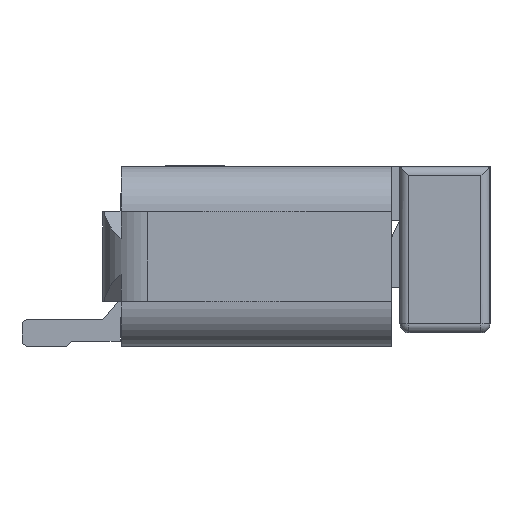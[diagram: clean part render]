
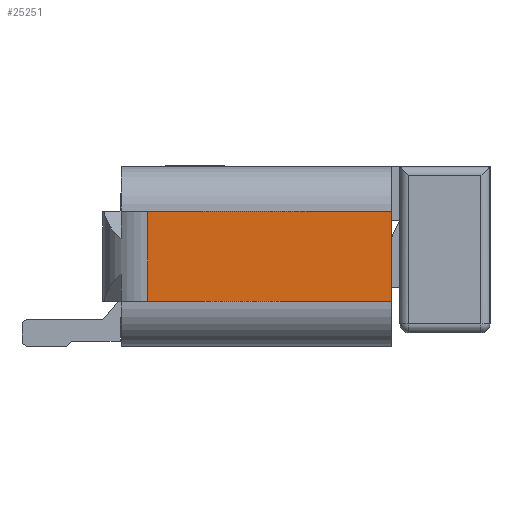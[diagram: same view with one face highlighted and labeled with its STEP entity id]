
A CAD part, left-side view. The second image highlights one B-rep face of the part: STEP entity #25251.
In plain terms, the highlighted planar face has unit normal (-1, 0, 0).
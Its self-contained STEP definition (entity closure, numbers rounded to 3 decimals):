
#2058 = ORIENTED_EDGE ( 'NONE', *, *, #17020, .T. ) ;
#2140 = CARTESIAN_POINT ( 'NONE',  ( -5.25, -1.5, 0. ) ) ;
#2568 = EDGE_LOOP ( 'NONE', ( #38504, #2058, #10824, #19510 ) ) ;
#2773 = LINE ( 'NONE', #2140, #7029 ) ;
#3757 = LINE ( 'NONE', #32884, #9649 ) ;
#4762 = EDGE_CURVE ( 'NONE', #6696, #8131, #3757, .T. ) ;
#5320 = VECTOR ( 'NONE', #42723, 1000. ) ;
#5903 = CARTESIAN_POINT ( 'NONE',  ( -5.25, 4.191, -1.5 ) ) ;
#5936 = DIRECTION ( 'NONE',  ( 0., -1., 0. ) ) ;
#6324 = VECTOR ( 'NONE', #5936, 1000. ) ;
#6626 = DIRECTION ( 'NONE',  ( 0., 0., 1. ) ) ;
#6696 = VERTEX_POINT ( 'NONE', #6756 ) ;
#6756 = CARTESIAN_POINT ( 'NONE',  ( -5.25, 1.2, -1.5 ) ) ;
#7029 = VECTOR ( 'NONE', #29104, 1000. ) ;
#7602 = CARTESIAN_POINT ( 'NONE',  ( -5.25, -1.5, -1.5 ) ) ;
#8131 = VERTEX_POINT ( 'NONE', #16520 ) ;
#9612 = EDGE_CURVE ( 'NONE', #34330, #16298, #2773, .T. ) ;
#9649 = VECTOR ( 'NONE', #6626, 1000. ) ;
#10555 = FACE_OUTER_BOUND ( 'NONE', #2568, .T. ) ;
#10824 = ORIENTED_EDGE ( 'NONE', *, *, #9612, .F. ) ;
#14021 = PLANE ( 'NONE',  #41579 ) ;
#16298 = VERTEX_POINT ( 'NONE', #7602 ) ;
#16520 = CARTESIAN_POINT ( 'NONE',  ( -5.25, 1.2, -0.5 ) ) ;
#17020 = EDGE_CURVE ( 'NONE', #6696, #16298, #43157, .T. ) ;
#17366 = CARTESIAN_POINT ( 'NONE',  ( -5.25, -1.5, -0.5 ) ) ;
#19510 = ORIENTED_EDGE ( 'NONE', *, *, #31022, .F. ) ;
#24353 = CARTESIAN_POINT ( 'NONE',  ( -5.25, 4.191, 0. ) ) ;
#25251 = ADVANCED_FACE ( 'NONE', ( #10555 ), #14021, .F. ) ;
#27405 = DIRECTION ( 'NONE',  ( 1., 0., 0. ) ) ;
#29104 = DIRECTION ( 'NONE',  ( 0., 0., -1. ) ) ;
#31022 = EDGE_CURVE ( 'NONE', #8131, #34330, #34945, .T. ) ;
#32884 = CARTESIAN_POINT ( 'NONE',  ( -5.25, 1.2, -1.5 ) ) ;
#34330 = VERTEX_POINT ( 'NONE', #17366 ) ;
#34945 = LINE ( 'NONE', #41522, #6324 ) ;
#37308 = DIRECTION ( 'NONE',  ( 0., 1., 0. ) ) ;
#38504 = ORIENTED_EDGE ( 'NONE', *, *, #4762, .F. ) ;
#41522 = CARTESIAN_POINT ( 'NONE',  ( -5.25, 4.191, -0.5 ) ) ;
#41579 = AXIS2_PLACEMENT_3D ( 'NONE', #24353, #27405, #37308 ) ;
#42723 = DIRECTION ( 'NONE',  ( 0., -1., 0. ) ) ;
#43157 = LINE ( 'NONE', #5903, #5320 ) ;
